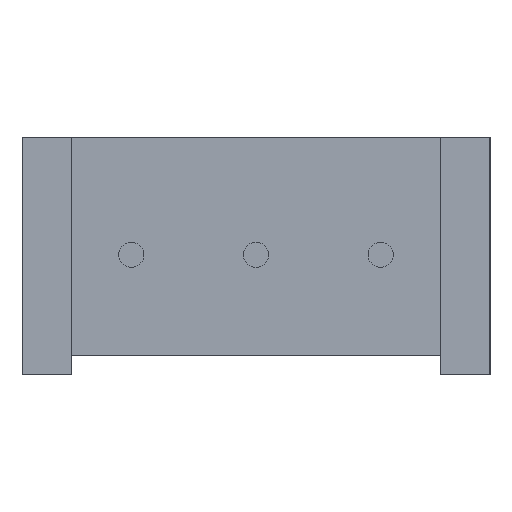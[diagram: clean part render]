
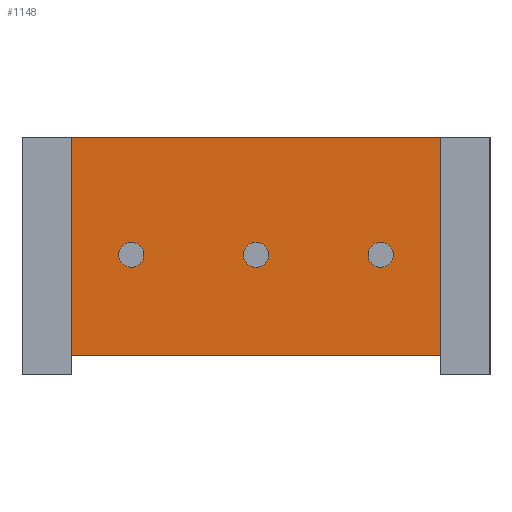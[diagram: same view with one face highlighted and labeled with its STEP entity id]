
A CAD part, front view. The second image highlights one B-rep face of the part: STEP entity #1148.
In plain terms, the highlighted planar face has unit normal (0, -1, 0).
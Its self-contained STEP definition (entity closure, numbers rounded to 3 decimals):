
#32 = CARTESIAN_POINT ( 'NONE',  ( -3.765, 0.38, 2.44 ) ) ;
#95 = CARTESIAN_POINT ( 'NONE',  ( 3.765, 0.38, 2.06 ) ) ;
#100 = CARTESIAN_POINT ( 'NONE',  ( -3.765, 0.38, -2.39 ) ) ;
#148 = PLANE ( 'NONE',  #514 ) ;
#221 = DIRECTION ( 'NONE',  ( 1., 0., 0. ) ) ;
#244 = VECTOR ( 'NONE', #919, 1000. ) ;
#286 = VECTOR ( 'NONE', #221, 1000. ) ;
#343 = VERTEX_POINT ( 'NONE', #361 ) ;
#352 = DIRECTION ( 'NONE',  ( 0., 0., 1. ) ) ;
#361 = CARTESIAN_POINT ( 'NONE',  ( 3.765, 0.38, -2.39 ) ) ;
#364 = EDGE_CURVE ( 'NONE', #645, #710, #557, .T. ) ;
#366 = CARTESIAN_POINT ( 'NONE',  ( -3.765, 0.38, 2.44 ) ) ;
#384 = CARTESIAN_POINT ( 'NONE',  ( -3.765, 0.38, 2.06 ) ) ;
#408 = VERTEX_POINT ( 'NONE', #95 ) ;
#514 = AXIS2_PLACEMENT_3D ( 'NONE', #366, #1099, #352 ) ;
#525 = LINE ( 'NONE', #844, #976 ) ;
#557 = LINE ( 'NONE', #32, #940 ) ;
#565 = EDGE_LOOP ( 'NONE', ( #889, #899, #1124, #1115 ) ) ;
#645 = VERTEX_POINT ( 'NONE', #1114 ) ;
#654 = DIRECTION ( 'NONE',  ( 0., 0., -1. ) ) ;
#710 = VERTEX_POINT ( 'NONE', #100 ) ;
#844 = CARTESIAN_POINT ( 'NONE',  ( 3.765, 0.38, 2.44 ) ) ;
#889 = ORIENTED_EDGE ( 'NONE', *, *, #1209, .T. ) ;
#899 = ORIENTED_EDGE ( 'NONE', *, *, #364, .T. ) ;
#919 = DIRECTION ( 'NONE',  ( -1., 0., 0. ) ) ;
#928 = LINE ( 'NONE', #384, #244 ) ;
#937 = EDGE_CURVE ( 'NONE', #408, #343, #525, .T. ) ;
#940 = VECTOR ( 'NONE', #1276, 1000. ) ;
#946 = LINE ( 'NONE', #1379, #286 ) ;
#976 = VECTOR ( 'NONE', #654, 1000. ) ;
#1002 = EDGE_CURVE ( 'NONE', #710, #343, #946, .T. ) ;
#1099 = DIRECTION ( 'NONE',  ( 0., 1., 0. ) ) ;
#1107 = FACE_OUTER_BOUND ( 'NONE', #565, .T. ) ;
#1114 = CARTESIAN_POINT ( 'NONE',  ( -3.765, 0.38, 2.06 ) ) ;
#1115 = ORIENTED_EDGE ( 'NONE', *, *, #937, .F. ) ;
#1124 = ORIENTED_EDGE ( 'NONE', *, *, #1002, .T. ) ;
#1148 = ADVANCED_FACE ( 'NONE', ( #1107 ), #148, .F. ) ;
#1209 = EDGE_CURVE ( 'NONE', #408, #645, #928, .T. ) ;
#1276 = DIRECTION ( 'NONE',  ( 0., 0., -1. ) ) ;
#1379 = CARTESIAN_POINT ( 'NONE',  ( -3.765, 0.38, -2.39 ) ) ;
